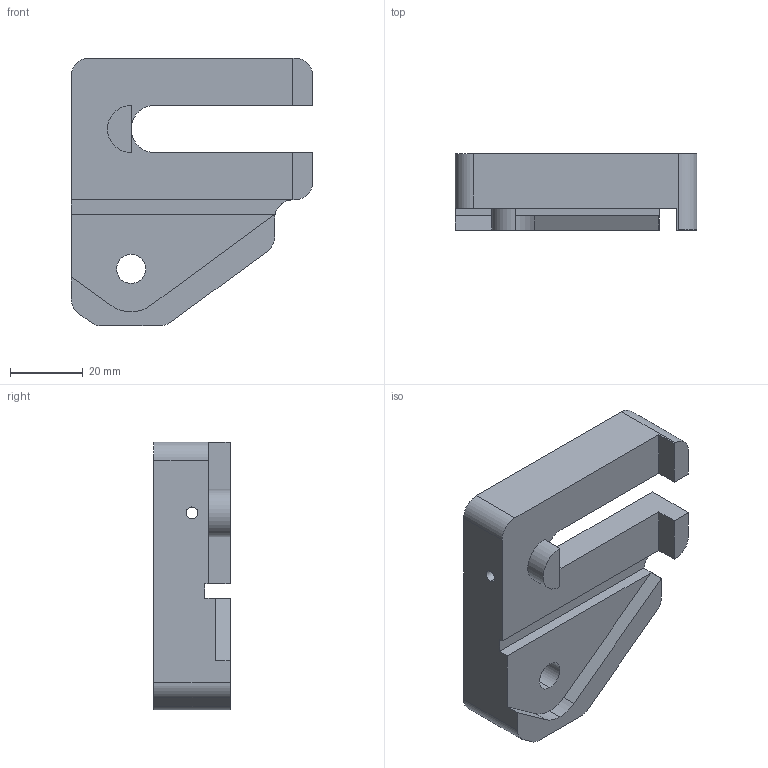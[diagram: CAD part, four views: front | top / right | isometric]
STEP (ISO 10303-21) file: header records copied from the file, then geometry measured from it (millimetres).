
FILE_DESCRIPTION (( 'STEP AP203' ), '1' );
FILE_NAME ('Fourchette Gauche.STEP', '2021-05-08T07:07:05', ( '' ), ( '' ), 'SwSTEP 2.0', 'SolidWorks 2019', '' );
FILE_SCHEMA (( 'CONFIG_CONTROL_DESIGN' ));
Length unit declared in the file: millimetre
Products named in the file (1): Fourchette Gauche
Bounding box: 66.5 x 21 x 73.69 mm (x, y, z)
Volume: 51304.3 mm3; surface area: 14464.8 mm2
Topology: 1 solids, 1 shells, 45 faces, 128 edges, 85 vertices
Faces by surface type: plane 28, cylinder 17
Entity records: 1601 total; most frequent: CARTESIAN_POINT 311, ORIENTED_EDGE 256, DIRECTION 252, EDGE_CURVE 128, LINE 92, VECTOR 92, VERTEX_POINT 85, AXIS2_PLACEMENT_3D 80
